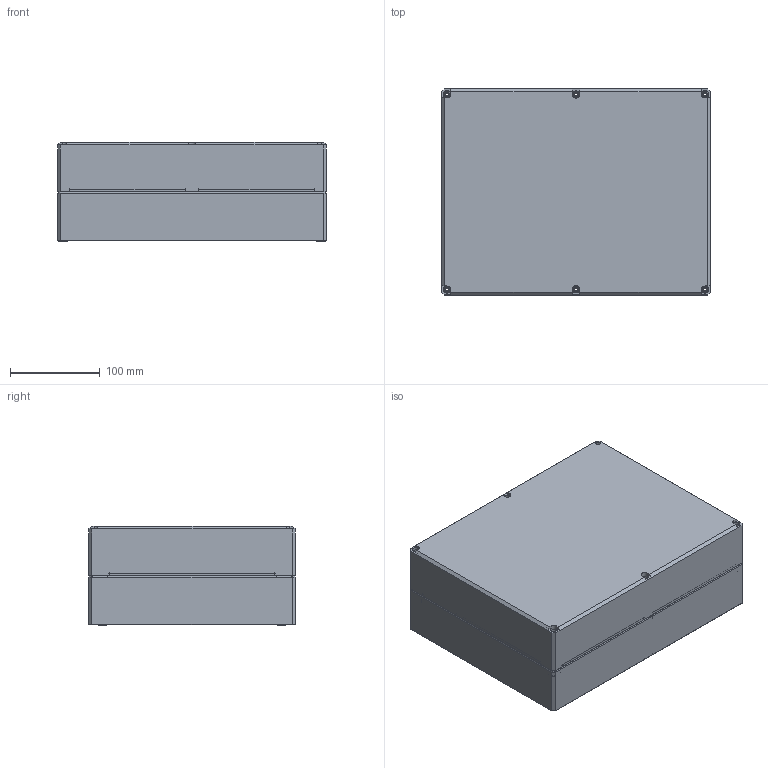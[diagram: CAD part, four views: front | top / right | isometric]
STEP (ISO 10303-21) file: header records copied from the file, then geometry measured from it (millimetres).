
FILE_DESCRIPTION((''),'2;1');
FILE_NAME('DABP233011G_ASM','2008-12-18T',('pasi_koskela'),(''),'PRO/ENGINEER BY PARAMETRIC TECHNOLOGY CORPORATION, 2008250','PRO/ENGINEER BY PARAMETRIC TECHNOLOGY CORPORATION, 2008250','');
FILE_SCHEMA(('AUTOMOTIVE_DESIGN_CC2 { 1 2 10303 214 -1 1 5 2 }'));
Length unit declared in the file: millimetre
Products named in the file (3): DABP233006B; DABG233006L; DABP233011G_ASM
Assembly tree (2 placements, depth 2):
  DABP233011G_ASM
    DABP233006B
    DABG233006L
Bounding box: 300 x 230 x 111 mm (x, y, z)
Volume: 901399.4 mm3; surface area: 544618 mm2
Topology: 2 solids, 2 shells, 1200 faces, 3017 edges, 1886 vertices
Faces by surface type: plane 436, cylinder 294, cone 210, bspline 132, torus 108, sphere 20
Entity records: 54448 total; most frequent: CARTESIAN_POINT 20860, ORIENTED_EDGE 6026, DIRECTION 5435, EDGE_CURVE 3013, AXIS2_PLACEMENT_3D 2000, VERTEX_POINT 1886, PRESENTATION_STYLE_ASSIGNMENT 1856, STYLED_ITEM 1856
